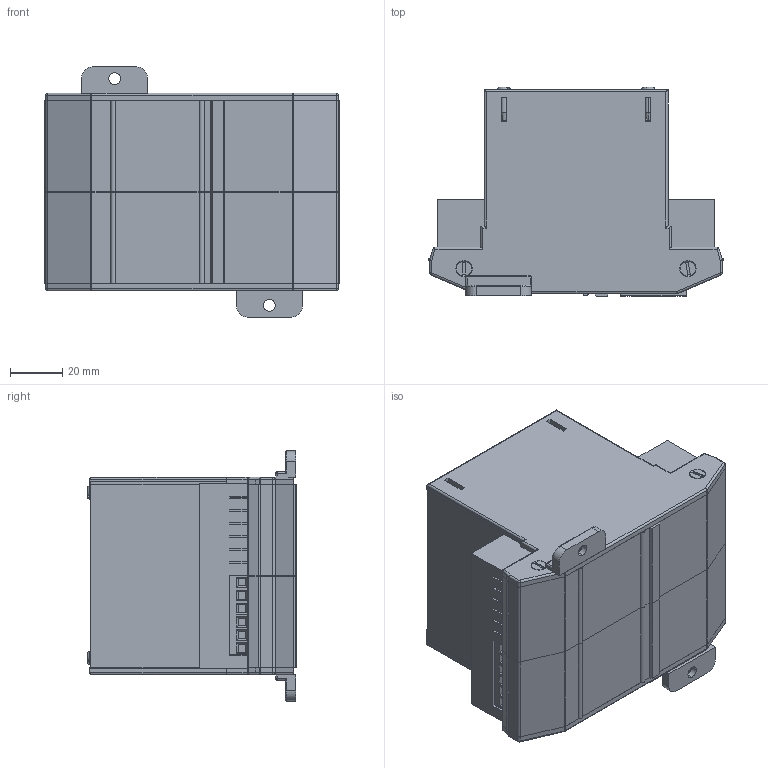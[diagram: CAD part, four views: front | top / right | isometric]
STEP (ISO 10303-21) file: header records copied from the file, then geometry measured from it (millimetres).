
FILE_DESCRIPTION (( 'STEP AP214' ), '1' );
FILE_NAME ('UECP-070.STEP', '2022-01-17T12:20:36', ( '' ), ( '' ), 'SwSTEP 2.0', 'SolidWorks 2017', '' );
FILE_SCHEMA (( 'AUTOMOTIVE_DESIGN' ));
Length unit declared in the file: millimetre
Products named in the file (42): Spacer Piece; Pin 070; End Plate Screw; Terminal Covers UEC-070; Top Cover Screw; End Piece UE; Pin 070 Solid; Base PCB UEC 070; Low Bracket UBRL; Vertical PCB UE; Top cover 70; Terminal5.0-5.08-6Way; Horizontal PCB UE-070; UECP-070
Assembly tree (28 placements, depth 2):
  Spacer Piece
  Pin 070
  End Plate Screw
  Terminal Covers UEC-070
  Terminal Covers UEC-070
Bounding box: 112.5 x 79.8 x 95.4 mm (x, y, z)
Volume: 152063.7 mm3; surface area: 178563.8 mm2
Topology: 28 solids, 28 shells, 2070 faces, 5510 edges, 3576 vertices
Faces by surface type: plane 1342, cylinder 576, torus 76, cone 52, bspline 16, sphere 8
Entity records: 31610 total; most frequent: CARTESIAN_POINT 5580, DIRECTION 5246, ORIENTED_EDGE 5212, EDGE_CURVE 2606, LINE 1848, VECTOR 1848, AXIS2_PLACEMENT_3D 1699, VERTEX_POINT 1693
